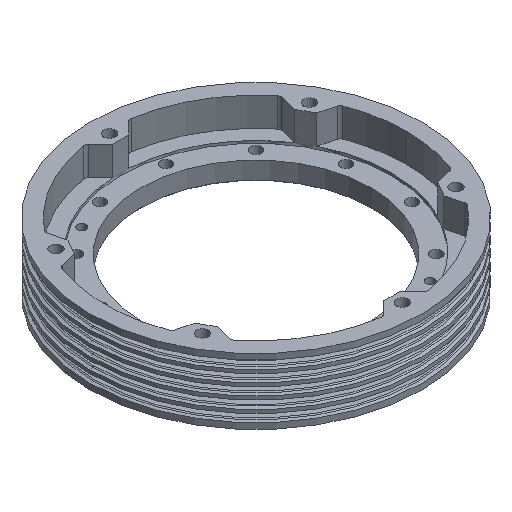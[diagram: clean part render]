
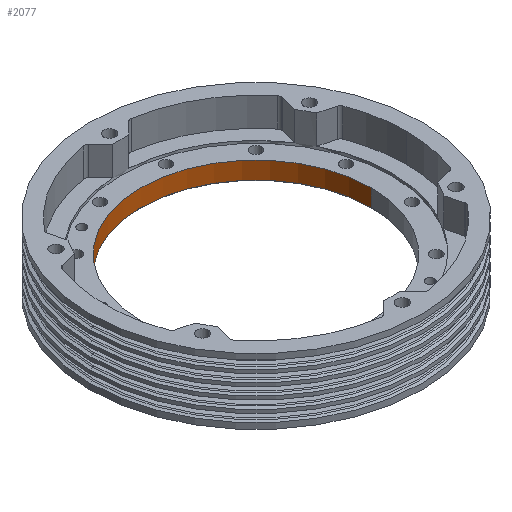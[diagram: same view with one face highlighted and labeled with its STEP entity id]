
A CAD part, isometric view. The second image highlights one B-rep face of the part: STEP entity #2077.
In plain terms, the highlighted cylindrical face has radius 140 mm (diameter 280 mm), a partial arc.
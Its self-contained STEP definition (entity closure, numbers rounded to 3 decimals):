
#22 = DIRECTION ( 'NONE',  ( 0., 0., 1. ) ) ;
#75 = EDGE_CURVE ( 'NONE', #2562, #4462, #1430, .T. ) ;
#238 = DIRECTION ( 'NONE',  ( 1., 0., 0. ) ) ;
#479 = CARTESIAN_POINT ( 'NONE',  ( -140., 0., 22. ) ) ;
#755 = DIRECTION ( 'NONE',  ( 1., 0., 0. ) ) ;
#1054 = CARTESIAN_POINT ( 'NONE',  ( 140., 0., 22. ) ) ;
#1235 = VERTEX_POINT ( 'NONE', #1996 ) ;
#1312 = LINE ( 'NONE', #2518, #1594 ) ;
#1326 = VECTOR ( 'NONE', #3614, 1000. ) ;
#1408 = CARTESIAN_POINT ( 'NONE',  ( 0., 0., 22. ) ) ;
#1430 = CIRCLE ( 'NONE', #4430, 140. ) ;
#1584 = CARTESIAN_POINT ( 'NONE',  ( 0., 0., 0. ) ) ;
#1594 = VECTOR ( 'NONE', #22, 1000. ) ;
#1740 = ORIENTED_EDGE ( 'NONE', *, *, #1820, .F. ) ;
#1817 = ORIENTED_EDGE ( 'NONE', *, *, #75, .T. ) ;
#1820 = EDGE_CURVE ( 'NONE', #1235, #4462, #1312, .T. ) ;
#1828 = DIRECTION ( 'NONE',  ( 0., 0., 1. ) ) ;
#1918 = DIRECTION ( 'NONE',  ( 0., 0., 1. ) ) ;
#1966 = CIRCLE ( 'NONE', #4968, 140. ) ;
#1996 = CARTESIAN_POINT ( 'NONE',  ( -140., 0., 1. ) ) ;
#2077 = ADVANCED_FACE ( 'NONE', ( #3962 ), #2343, .F. ) ;
#2334 = LINE ( 'NONE', #4036, #1326 ) ;
#2343 = CYLINDRICAL_SURFACE ( 'NONE', #4840, 140. ) ;
#2518 = CARTESIAN_POINT ( 'NONE',  ( -140., 0., 0. ) ) ;
#2562 = VERTEX_POINT ( 'NONE', #1054 ) ;
#2699 = EDGE_CURVE ( 'NONE', #3554, #1235, #1966, .T. ) ;
#2832 = CARTESIAN_POINT ( 'NONE',  ( 0., 0., 1. ) ) ;
#3554 = VERTEX_POINT ( 'NONE', #5224 ) ;
#3614 = DIRECTION ( 'NONE',  ( 0., 0., 1. ) ) ;
#3962 = FACE_OUTER_BOUND ( 'NONE', #4953, .T. ) ;
#4036 = CARTESIAN_POINT ( 'NONE',  ( 140., 0., 0. ) ) ;
#4049 = ORIENTED_EDGE ( 'NONE', *, *, #2699, .F. ) ;
#4405 = DIRECTION ( 'NONE',  ( 0., 0., 1. ) ) ;
#4430 = AXIS2_PLACEMENT_3D ( 'NONE', #1408, #1828, #4645 ) ;
#4462 = VERTEX_POINT ( 'NONE', #479 ) ;
#4598 = ORIENTED_EDGE ( 'NONE', *, *, #5003, .T. ) ;
#4645 = DIRECTION ( 'NONE',  ( 1., 0., 0. ) ) ;
#4840 = AXIS2_PLACEMENT_3D ( 'NONE', #1584, #1918, #238 ) ;
#4953 = EDGE_LOOP ( 'NONE', ( #1740, #4049, #4598, #1817 ) ) ;
#4968 = AXIS2_PLACEMENT_3D ( 'NONE', #2832, #4405, #755 ) ;
#5003 = EDGE_CURVE ( 'NONE', #3554, #2562, #2334, .T. ) ;
#5224 = CARTESIAN_POINT ( 'NONE',  ( 140., 0., 1. ) ) ;
